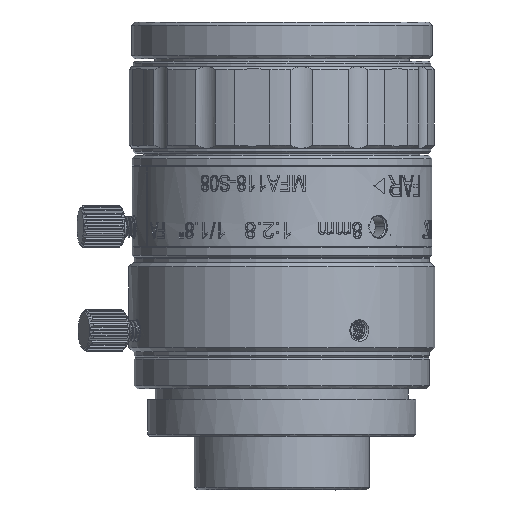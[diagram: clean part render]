
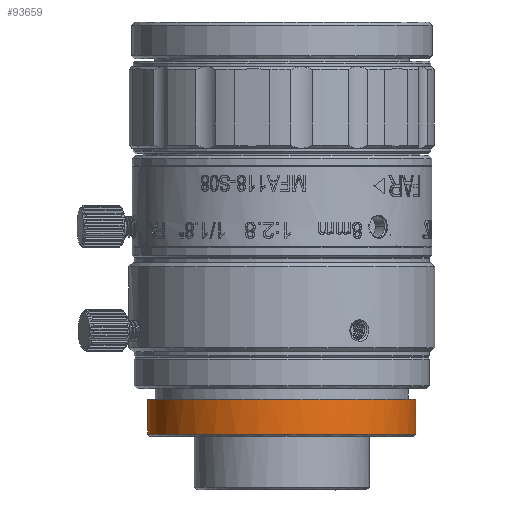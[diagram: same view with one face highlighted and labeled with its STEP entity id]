
A CAD part, front view. The second image highlights one B-rep face of the part: STEP entity #93659.
In plain terms, the highlighted cylindrical face has radius 12.7 mm (diameter 25.4 mm), a partial arc.
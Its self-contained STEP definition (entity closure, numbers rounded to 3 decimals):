
#5 = ORIENTED_EDGE ( 'NONE', *, *, #57011, .T. ) ;
#2038 = CARTESIAN_POINT ( 'NONE',  ( -12.7, 0., -14.831 ) ) ;
#4026 = CARTESIAN_POINT ( 'NONE',  ( 0., 0., -1.3 ) ) ;
#6200 = AXIS2_PLACEMENT_3D ( 'NONE', #117491, #82990, #105813 ) ;
#6693 = B_SPLINE_CURVE_WITH_KNOTS ( 'NONE', 3,
 ( #44225, #124366, #78736, #77728, #113717, #54870, #136538, #112723, #67043, #7261, #30601, #67530, #88397, #31597, #54379, #76738, #18956, #89408 ),
 .UNSPECIFIED., .F., .F.,
 ( 4, 2, 2, 2, 2, 2, 2, 2, 4 ),
 ( 0.167, 0.271, 0.375, 0.479, 0.583, 0.688, 0.792, 0.896, 1. ),
 .UNSPECIFIED. ) ;
#7261 = CARTESIAN_POINT ( 'NONE',  ( 1.949, -12.626, 2. ) ) ;
#7619 = CARTESIAN_POINT ( 'NONE',  ( -11.553, -5.39, 2. ) ) ;
#17597 = ORIENTED_EDGE ( 'NONE', *, *, #34187, .F. ) ;
#17687 = VERTEX_POINT ( 'NONE', #101773 ) ;
#18166 = LINE ( 'NONE', #52087, #65258 ) ;
#18956 = CARTESIAN_POINT ( 'NONE',  ( -10.306, -7.55, 2. ) ) ;
#24009 = VERTEX_POINT ( 'NONE', #98631 ) ;
#25388 = DIRECTION ( 'NONE',  ( 0., 0., 1. ) ) ;
#29383 = CYLINDRICAL_SURFACE ( 'NONE', #6200, 12.7 ) ;
#29812 = DIRECTION ( 'NONE',  ( 0., 0., 1. ) ) ;
#30601 = CARTESIAN_POINT ( 'NONE',  ( 0.552, -12.763, 2. ) ) ;
#31165 = VERTEX_POINT ( 'NONE', #69463 ) ;
#31533 = EDGE_CURVE ( 'NONE', #137337, #24009, #6693, .T. ) ;
#31597 = CARTESIAN_POINT ( 'NONE',  ( -6.14, -11.203, 2. ) ) ;
#34187 = EDGE_CURVE ( 'NONE', #17687, #31165, #62900, .T. ) ;
#40453 = EDGE_CURVE ( 'NONE', #17687, #52957, #96988, .T. ) ;
#44225 = CARTESIAN_POINT ( 'NONE',  ( 12.7, 0., 2. ) ) ;
#44697 = VECTOR ( 'NONE', #25388, 1000. ) ;
#52087 = CARTESIAN_POINT ( 'NONE',  ( 12.7, 0., -14.831 ) ) ;
#52732 = CARTESIAN_POINT ( 'NONE',  ( -12.554, -2.216, 2. ) ) ;
#52957 = VERTEX_POINT ( 'NONE', #118201 ) ;
#54379 = CARTESIAN_POINT ( 'NONE',  ( -7.332, -10.462, 2. ) ) ;
#54870 = CARTESIAN_POINT ( 'NONE',  ( 9.232, -8.83, 2. ) ) ;
#57011 = EDGE_CURVE ( 'NONE', #24009, #31165, #115546, .T. ) ;
#62900 = LINE ( 'NONE', #2038, #44697 ) ;
#63885 = EDGE_LOOP ( 'NONE', ( #17597, #82256, #114647, #72502, #5 ) ) ;
#65258 = VECTOR ( 'NONE', #29812, 1000. ) ;
#65903 = CARTESIAN_POINT ( 'NONE',  ( -12.7, -1.108, 2. ) ) ;
#67043 = CARTESIAN_POINT ( 'NONE',  ( 4.625, -11.909, 2. ) ) ;
#67530 = CARTESIAN_POINT ( 'NONE',  ( -2.213, -12.582, 2. ) ) ;
#69463 = CARTESIAN_POINT ( 'NONE',  ( -12.7, 0., 2. ) ) ;
#72502 = ORIENTED_EDGE ( 'NONE', *, *, #31533, .T. ) ;
#74474 = DIRECTION ( 'NONE',  ( 1., 0., 0. ) ) ;
#76738 = CARTESIAN_POINT ( 'NONE',  ( -9.415, -8.635, 2. ) ) ;
#77091 = CARTESIAN_POINT ( 'NONE',  ( -10.999, -6.35, 2. ) ) ;
#77728 = CARTESIAN_POINT ( 'NONE',  ( 11.581, -5.394, 2. ) ) ;
#78736 = CARTESIAN_POINT ( 'NONE',  ( 12.471, -2.77, 2. ) ) ;
#82256 = ORIENTED_EDGE ( 'NONE', *, *, #40453, .T. ) ;
#82990 = DIRECTION ( 'NONE',  ( 0., 0., 1. ) ) ;
#85140 = DIRECTION ( 'NONE',  ( 0., 0., 1. ) ) ;
#88397 = CARTESIAN_POINT ( 'NONE',  ( -3.58, -12.263, 2. ) ) ;
#89408 = CARTESIAN_POINT ( 'NONE',  ( -10.999, -6.35, 2. ) ) ;
#93659 = ADVANCED_FACE ( 'NONE', ( #114649 ), #29383, .T. ) ;
#96988 = CIRCLE ( 'NONE', #145254, 12.7 ) ;
#98631 = CARTESIAN_POINT ( 'NONE',  ( -10.999, -6.35, 2. ) ) ;
#99406 = CARTESIAN_POINT ( 'NONE',  ( -12.7, 0., 2. ) ) ;
#100403 = CARTESIAN_POINT ( 'NONE',  ( -11.98, -4.358, 2. ) ) ;
#101773 = CARTESIAN_POINT ( 'NONE',  ( -12.7, 0., -1.3 ) ) ;
#105813 = DIRECTION ( 'NONE',  ( 1., 0., 0. ) ) ;
#112723 = CARTESIAN_POINT ( 'NONE',  ( 5.904, -11.329, 2. ) ) ;
#113717 = CARTESIAN_POINT ( 'NONE',  ( 10.919, -6.632, 2. ) ) ;
#114647 = ORIENTED_EDGE ( 'NONE', *, *, #120250, .T. ) ;
#114649 = FACE_OUTER_BOUND ( 'NONE', #63885, .T. ) ;
#115546 = B_SPLINE_CURVE_WITH_KNOTS ( 'NONE', 3,
 ( #77091, #7619, #100403, #52732, #65903, #99406 ),
 .UNSPECIFIED., .F., .F.,
 ( 4, 2, 4 ),
 ( 0., 0.083, 0.167 ),
 .UNSPECIFIED. ) ;
#117491 = CARTESIAN_POINT ( 'NONE',  ( 0., 0., -14.831 ) ) ;
#118201 = CARTESIAN_POINT ( 'NONE',  ( 12.7, 0., -1.3 ) ) ;
#120250 = EDGE_CURVE ( 'NONE', #52957, #137337, #18166, .T. ) ;
#124366 = CARTESIAN_POINT ( 'NONE',  ( 12.7, -1.385, 2. ) ) ;
#131105 = CARTESIAN_POINT ( 'NONE',  ( 12.7, 0., 2. ) ) ;
#136538 = CARTESIAN_POINT ( 'NONE',  ( 8.208, -9.79, 2. ) ) ;
#137337 = VERTEX_POINT ( 'NONE', #131105 ) ;
#145254 = AXIS2_PLACEMENT_3D ( 'NONE', #4026, #85140, #74474 ) ;
